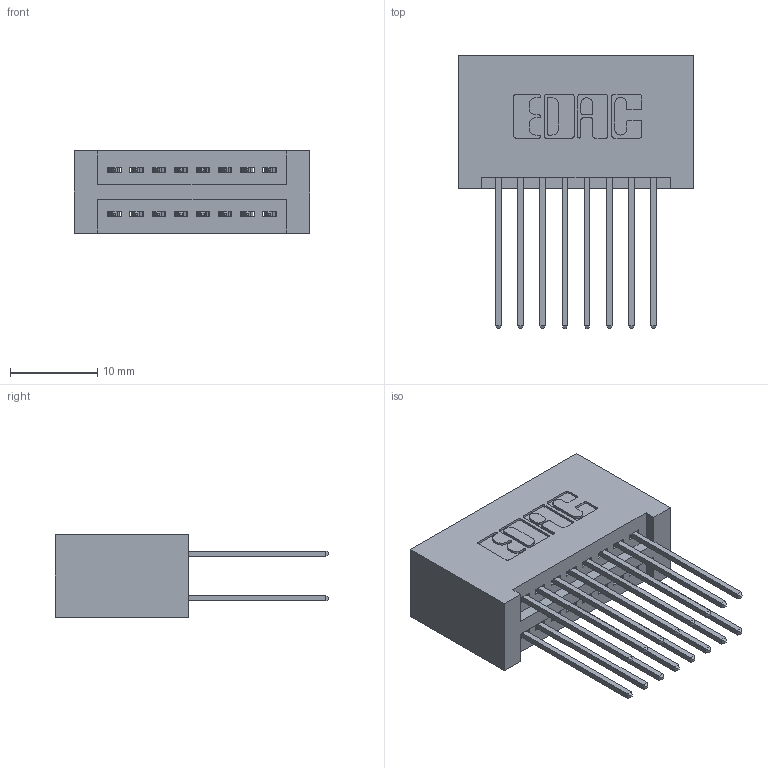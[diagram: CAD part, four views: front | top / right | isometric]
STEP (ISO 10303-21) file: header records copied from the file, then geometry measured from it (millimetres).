
FILE_DESCRIPTION (( 'STEP AP203' ), '1' );
FILE_NAME ('395-016-542-201.STEP', '2018-11-06T19:56:48', ( '' ), ( '' ), 'SwSTEP 2.0', 'SolidWorks 2016', '' );
FILE_SCHEMA (( 'CONFIG_CONTROL_DESIGN' ));
Length unit declared in the file: inch
Products named in the file (3): 395-016-542-201; 345-292-001_345-293-142; 345 Part_No Mounting Lugs
Assembly tree (17 placements, depth 2):
  395-016-542-201
    345 Part_No Mounting Lugs
    345-292-001_345-293-142  x16
Bounding box: 26.92 x 31.29 x 9.4 mm (x, y, z)
Volume: 2990.3 mm3; surface area: 4413.5 mm2
Topology: 17 solids, 17 shells, 918 faces, 2701 edges, 1778 vertices
Faces by surface type: plane 604, cylinder 314
Entity records: 10595 total; most frequent: CARTESIAN_POINT 1808, ORIENTED_EDGE 1742, DIRECTION 1631, EDGE_CURVE 871, VECTOR 715, LINE 715, VERTEX_POINT 578, AXIS2_PLACEMENT_3D 458
